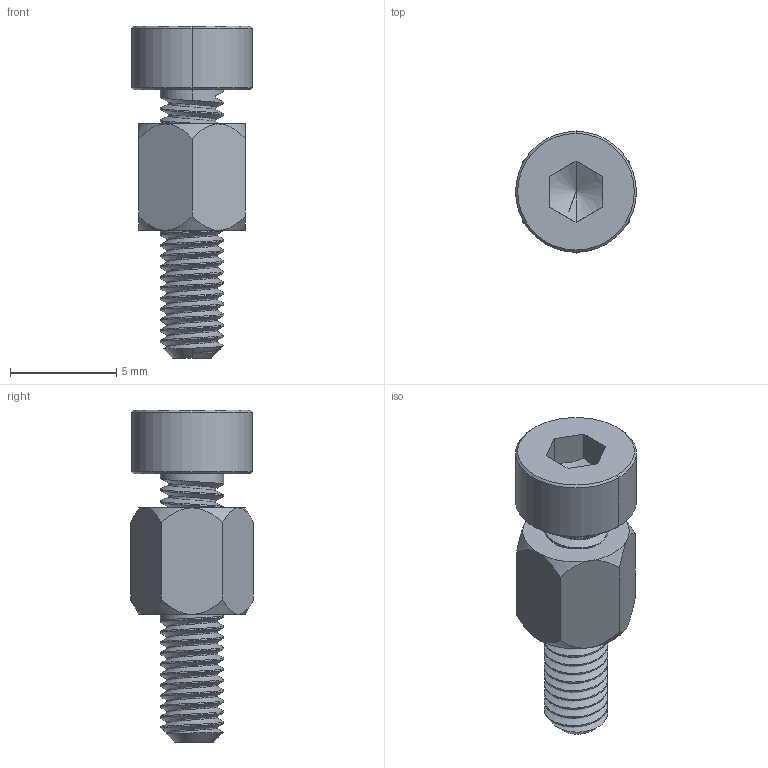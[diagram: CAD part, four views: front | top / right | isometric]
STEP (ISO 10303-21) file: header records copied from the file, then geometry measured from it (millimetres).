
FILE_DESCRIPTION(('FreeCAD Model'),'2;1');
FILE_NAME('Document_sp_sp.step','2017-05-16T19:31:27' ,('kicad StepUp'),('ksu MCAD'),'Open CASCADE STEP processor 6.8', 'FreeCAD','Unknown');
FILE_SCHEMA(('AUTOMOTIVE_DESIGN_CC2 { 1 2 10303 214 -1 1 5 4 }'));
Length unit declared in the file: millimetre
Products named in the file (2): ASSEMBLY; Document_sp_sp
Assembly tree (1 placements, depth 2):
  ASSEMBLY
    Document_sp_sp
Bounding box: 5.68 x 5.77 x 15.6 mm (x, y, z)
Volume: 93.5 mm3; surface area: 413.7 mm2
Topology: 1 solids, 4 shells, 84 faces, 214 edges, 132 vertices
Faces by surface type: bspline 35, plane 21, cylinder 19, cone 9
Entity records: 26522 total; most frequent: CARTESIAN_POINT 24395, ORIENTED_EDGE 415, EDGE_CURVE 210, DIRECTION 172, VERTEX_POINT 132, B_SPLINE_CURVE_WITH_KNOTS 97, FACE_BOUND 87, EDGE_LOOP 87
